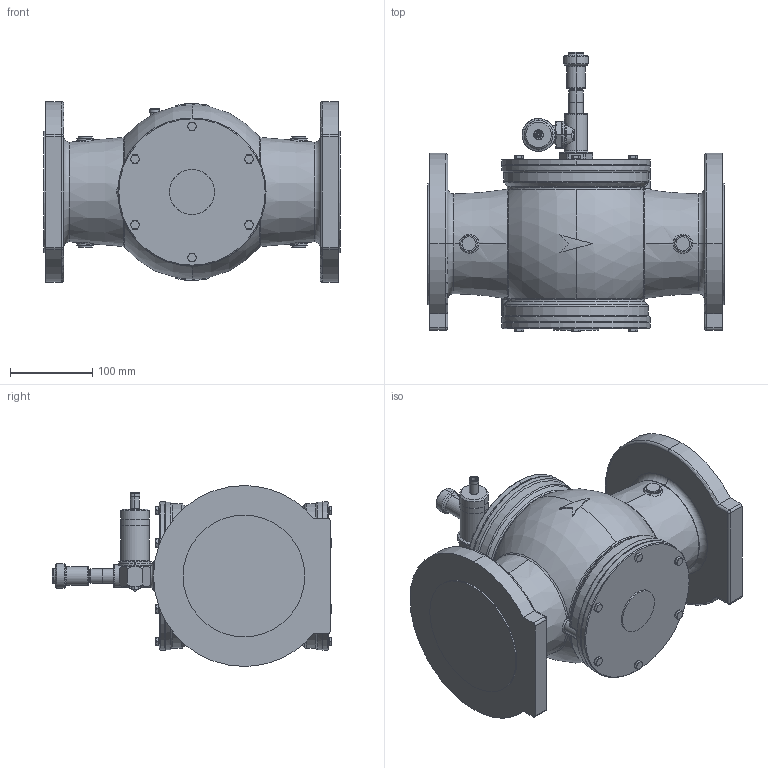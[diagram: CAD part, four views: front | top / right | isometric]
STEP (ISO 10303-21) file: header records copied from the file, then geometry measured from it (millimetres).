
FILE_DESCRIPTION (( 'STEP AP203' ), '1' );
FILE_NAME ('VIC-A-DN100.STEP', '2023-03-22T08:19:44', ( '' ), ( '' ), 'SwSTEP 2.0', 'SolidWorks 2021', '' );
FILE_SCHEMA (( 'CONFIG_CONTROL_DESIGN' ));
Length unit declared in the file: millimetre
Products named in the file (3): VIC-A-DN100; Elemento soffietto2_defeature; Valvola_A400_defeature
Assembly tree (2 placements, depth 2):
  VIC-A-DN100
    Valvola_A400_defeature
    Elemento soffietto2_defeature
Bounding box: 360 x 340.25 x 220 mm (x, y, z)
Volume: 9312709.5 mm3; surface area: 403348.1 mm2
Topology: 2 solids, 2 shells, 688 faces, 1539 edges, 886 vertices
Faces by surface type: plane 248, cylinder 160, cone 159, torus 57, bspline 34, sphere 30
Entity records: 23518 total; most frequent: CARTESIAN_POINT 8287, DIRECTION 3251, ORIENTED_EDGE 3054, EDGE_CURVE 1527, AXIS2_PLACEMENT_3D 1366, VERTEX_POINT 886, EDGE_LOOP 731, CIRCLE 707
